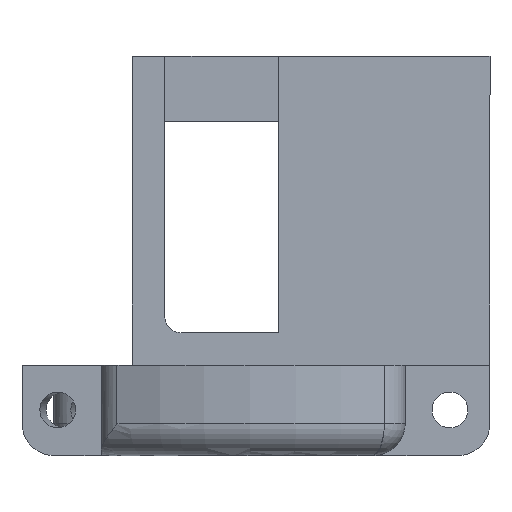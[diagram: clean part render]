
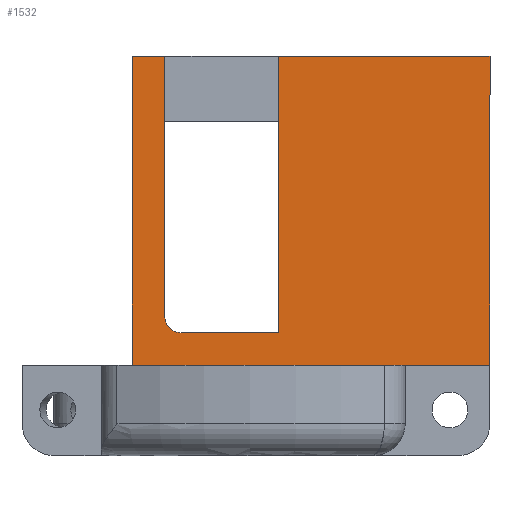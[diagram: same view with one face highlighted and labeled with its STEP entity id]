
A CAD part, front view. The second image highlights one B-rep face of the part: STEP entity #1532.
In plain terms, the highlighted face is planar.
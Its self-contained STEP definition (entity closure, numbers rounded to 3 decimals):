
#109=PLANE('',#1738);
#190=FACE_OUTER_BOUND('',#274,.T.);
#274=EDGE_LOOP('',(#1393,#1394,#1395,#1396,#1397,#1398,#1399,#1400,#1401));
#371=LINE('',#2623,#511);
#404=LINE('',#2722,#544);
#406=LINE('',#2726,#546);
#410=LINE('',#2733,#550);
#412=LINE('',#2736,#552);
#413=LINE('',#2738,#553);
#414=LINE('',#2740,#554);
#415=LINE('',#2741,#555);
#511=VECTOR('',#2053,10.);
#544=VECTOR('',#2150,10.);
#546=VECTOR('',#2152,10.);
#550=VECTOR('',#2160,10.);
#552=VECTOR('',#2164,10.);
#553=VECTOR('',#2165,10.);
#554=VECTOR('',#2166,10.);
#555=VECTOR('',#2167,10.);
#600=CIRCLE('',#1702,1.);
#717=VERTEX_POINT('',#2611);
#718=VERTEX_POINT('',#2613);
#721=VERTEX_POINT('',#2621);
#755=VERTEX_POINT('',#2720);
#756=VERTEX_POINT('',#2723);
#757=VERTEX_POINT('',#2725);
#758=VERTEX_POINT('',#2732);
#759=VERTEX_POINT('',#2737);
#760=VERTEX_POINT('',#2739);
#914=EDGE_CURVE('',#717,#718,#600,.T.);
#919=EDGE_CURVE('',#717,#721,#371,.T.);
#968=EDGE_CURVE('',#755,#721,#404,.T.);
#970=EDGE_CURVE('',#756,#757,#406,.T.);
#974=EDGE_CURVE('',#756,#758,#410,.T.);
#976=EDGE_CURVE('',#758,#718,#412,.T.);
#977=EDGE_CURVE('',#759,#755,#413,.T.);
#978=EDGE_CURVE('',#759,#760,#414,.T.);
#979=EDGE_CURVE('',#760,#757,#415,.T.);
#1393=ORIENTED_EDGE('',*,*,#974,.T.);
#1394=ORIENTED_EDGE('',*,*,#976,.T.);
#1395=ORIENTED_EDGE('',*,*,#914,.F.);
#1396=ORIENTED_EDGE('',*,*,#919,.T.);
#1397=ORIENTED_EDGE('',*,*,#968,.F.);
#1398=ORIENTED_EDGE('',*,*,#977,.F.);
#1399=ORIENTED_EDGE('',*,*,#978,.T.);
#1400=ORIENTED_EDGE('',*,*,#979,.T.);
#1401=ORIENTED_EDGE('',*,*,#970,.F.);
#1532=ADVANCED_FACE('',(#190),#109,.T.);
#1702=AXIS2_PLACEMENT_3D('',#2614,#2045,#2046);
#1738=AXIS2_PLACEMENT_3D('',#2735,#2162,#2163);
#2045=DIRECTION('center_axis',(0.,1.,0.));
#2046=DIRECTION('ref_axis',(0.707,0.,-0.707));
#2053=DIRECTION('',(0.,0.,1.));
#2150=DIRECTION('',(-1.,0.,0.));
#2152=DIRECTION('',(-1.,0.,0.));
#2160=DIRECTION('',(0.,0.,-1.));
#2162=DIRECTION('center_axis',(0.,1.,0.));
#2163=DIRECTION('ref_axis',(-1.,0.,0.));
#2164=DIRECTION('',(1.,0.,0.));
#2165=DIRECTION('',(0.,0.,1.));
#2166=DIRECTION('',(-1.,0.,0.));
#2167=DIRECTION('',(0.,0.,1.));
#2611=CARTESIAN_POINT('',(9.,7.,3.));
#2613=CARTESIAN_POINT('',(8.,7.,2.));
#2614=CARTESIAN_POINT('Origin',(8.,7.,3.));
#2621=CARTESIAN_POINT('',(9.,7.,19.));
#2623=CARTESIAN_POINT('',(9.,7.,7.5));
#2720=CARTESIAN_POINT('',(11.,7.,19.));
#2722=CARTESIAN_POINT('',(11.,7.,19.));
#2723=CARTESIAN_POINT('',(2.,7.,19.));
#2725=CARTESIAN_POINT('',(-11.,7.,19.));
#2726=CARTESIAN_POINT('',(2.,7.,19.));
#2732=CARTESIAN_POINT('',(2.,7.,2.));
#2733=CARTESIAN_POINT('',(2.,7.,1.));
#2735=CARTESIAN_POINT('Origin',(11.,7.,0.));
#2736=CARTESIAN_POINT('',(10.,7.,2.));
#2737=CARTESIAN_POINT('',(11.,7.,0.));
#2738=CARTESIAN_POINT('',(11.,7.,0.));
#2739=CARTESIAN_POINT('',(-11.,7.,0.));
#2740=CARTESIAN_POINT('',(11.,7.,0.));
#2741=CARTESIAN_POINT('',(-11.,7.,0.));
